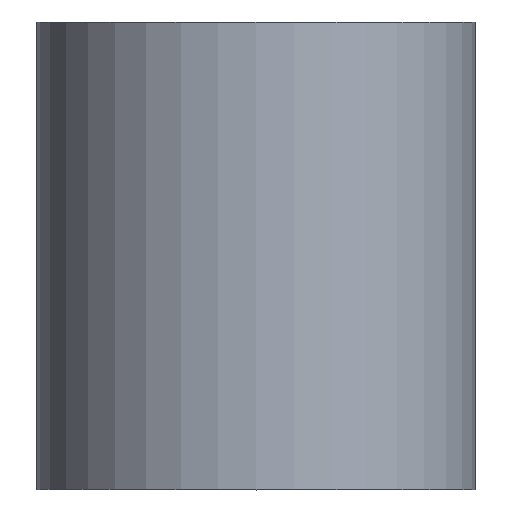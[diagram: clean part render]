
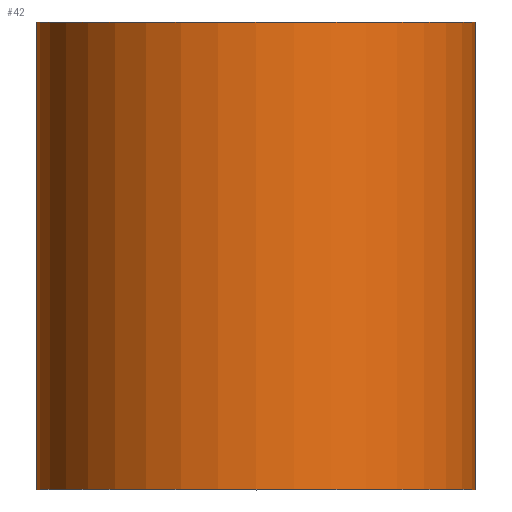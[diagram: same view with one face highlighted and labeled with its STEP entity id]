
A CAD part, top view. The second image highlights one B-rep face of the part: STEP entity #42.
In plain terms, the highlighted cylindrical face has radius 1.875 mm (diameter 3.75 mm), a full revolution.
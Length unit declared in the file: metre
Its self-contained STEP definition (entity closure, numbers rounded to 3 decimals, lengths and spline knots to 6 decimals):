
#20=CYLINDRICAL_SURFACE('',#59,0.001875);
#22=ORIENTED_EDGE('',*,*,#26,.T.);
#23=ORIENTED_EDGE('',*,*,#25,.T.);
#25=EDGE_CURVE('',#27,#27,#29,.T.);
#26=EDGE_CURVE('',#28,#28,#30,.T.);
#27=VERTEX_POINT('',#77);
#28=VERTEX_POINT('',#80);
#29=CIRCLE('',#58,0.001875);
#30=CIRCLE('',#60,0.001875);
#32=EDGE_LOOP('',(#22));
#33=EDGE_LOOP('',(#23));
#36=FACE_BOUND('',#32,.T.);
#37=FACE_BOUND('',#33,.T.);
#42=ADVANCED_FACE('',(#36,#37),#20,.T.);
#58=AXIS2_PLACEMENT_3D('',#76,#66,#67);
#59=AXIS2_PLACEMENT_3D('',#78,#68,#69);
#60=AXIS2_PLACEMENT_3D('',#79,#70,#71);
#66=DIRECTION('',(0.,-1.,0.));
#67=DIRECTION('',(1.,0.,0.));
#68=DIRECTION('',(0.,-1.,0.));
#69=DIRECTION('',(1.,0.,0.));
#70=DIRECTION('',(0.,1.,0.));
#71=DIRECTION('',(1.,0.,0.));
#76=CARTESIAN_POINT('',(0.,0.0095,-0.016));
#77=CARTESIAN_POINT('',(0.001875,0.0095,-0.016));
#78=CARTESIAN_POINT('',(0.,0.0075,-0.016));
#79=CARTESIAN_POINT('',(0.,0.0055,-0.016));
#80=CARTESIAN_POINT('',(0.001875,0.0055,-0.016));
